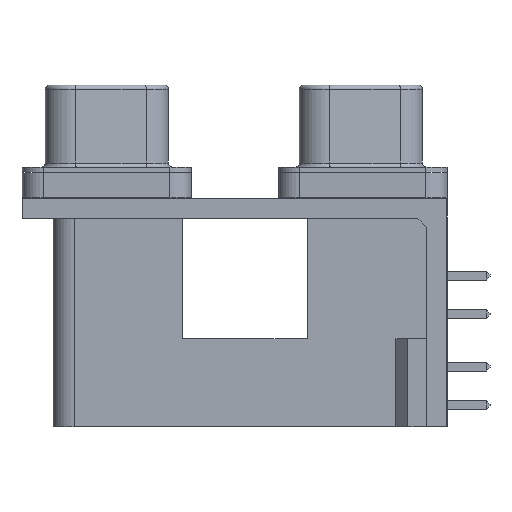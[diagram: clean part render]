
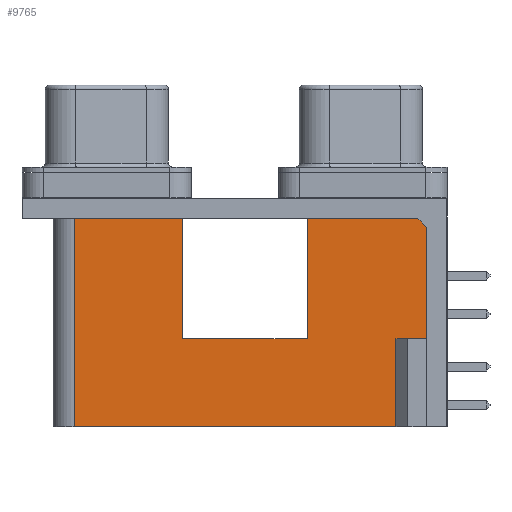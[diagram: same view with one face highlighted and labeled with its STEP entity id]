
A CAD part, left-side view. The second image highlights one B-rep face of the part: STEP entity #9765.
In plain terms, the highlighted planar face has unit normal (-1, 0, 0).
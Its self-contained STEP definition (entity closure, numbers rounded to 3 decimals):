
#537=PLANE('',#10522);
#829=LINE('',#13870,#1825);
#845=LINE('',#13911,#1841);
#961=LINE('',#14189,#1957);
#1631=LINE('',#18350,#2627);
#1634=LINE('',#18360,#2630);
#1688=LINE('',#18494,#2684);
#1705=LINE('',#18532,#2701);
#1708=LINE('',#18538,#2704);
#1717=LINE('',#18564,#2713);
#1739=LINE('',#18933,#2735);
#1825=VECTOR('',#10840,1000.);
#1841=VECTOR('',#10878,1000.);
#1957=VECTOR('',#11168,1000.);
#2627=VECTOR('',#12614,1000.);
#2630=VECTOR('',#12623,1000.);
#2684=VECTOR('',#12731,1000.);
#2701=VECTOR('',#12772,1000.);
#2704=VECTOR('',#12779,1000.);
#2713=VECTOR('',#12818,1000.);
#2735=VECTOR('',#12988,1000.);
#3374=FACE_OUTER_BOUND('',#4018,.T.);
#4018=EDGE_LOOP('',(#9148,#9149,#9150,#9151,#9152,#9153,#9154,#9155,#9156,
#9157));
#4435=VERTEX_POINT('',#13864);
#4437=VERTEX_POINT('',#13868);
#4451=VERTEX_POINT('',#13909);
#4526=VERTEX_POINT('',#14187);
#5046=VERTEX_POINT('',#18340);
#5049=VERTEX_POINT('',#18348);
#5053=VERTEX_POINT('',#18358);
#5104=VERTEX_POINT('',#18490);
#5106=VERTEX_POINT('',#18493);
#5116=VERTEX_POINT('',#18537);
#5333=EDGE_CURVE('',#4437,#4435,#829,.T.);
#5355=EDGE_CURVE('',#4451,#4437,#845,.T.);
#5488=EDGE_CURVE('',#4451,#4526,#961,.T.);
#6316=EDGE_CURVE('',#5049,#5046,#1631,.T.);
#6321=EDGE_CURVE('',#5049,#5053,#1634,.T.);
#6386=EDGE_CURVE('',#5104,#5106,#1688,.T.);
#6409=EDGE_CURVE('',#5053,#4435,#1705,.T.);
#6412=EDGE_CURVE('',#5104,#5116,#1708,.T.);
#6425=EDGE_CURVE('',#5046,#5116,#1717,.T.);
#6492=EDGE_CURVE('',#4526,#5106,#1739,.T.);
#9148=ORIENTED_EDGE('',*,*,#6492,.T.);
#9149=ORIENTED_EDGE('',*,*,#6386,.F.);
#9150=ORIENTED_EDGE('',*,*,#6412,.T.);
#9151=ORIENTED_EDGE('',*,*,#6425,.F.);
#9152=ORIENTED_EDGE('',*,*,#6316,.F.);
#9153=ORIENTED_EDGE('',*,*,#6321,.T.);
#9154=ORIENTED_EDGE('',*,*,#6409,.T.);
#9155=ORIENTED_EDGE('',*,*,#5333,.F.);
#9156=ORIENTED_EDGE('',*,*,#5355,.F.);
#9157=ORIENTED_EDGE('',*,*,#5488,.T.);
#9765=ADVANCED_FACE('',(#3374),#537,.F.);
#10522=AXIS2_PLACEMENT_3D('',#18934,#12989,#12990);
#10840=DIRECTION('',(0.,0.,-1.));
#10878=DIRECTION('',(0.,-1.,0.));
#11168=DIRECTION('',(0.,0.,-1.));
#12614=DIRECTION('',(0.,-1.,0.));
#12623=DIRECTION('',(0.,0.,-1.));
#12731=DIRECTION('',(0.,0.,-1.));
#12772=DIRECTION('',(0.,1.,0.));
#12779=DIRECTION('',(0.,-1.,0.));
#12818=DIRECTION('',(0.,0.,-1.));
#12988=DIRECTION('',(0.,-1.,0.));
#12989=DIRECTION('center_axis',(1.,0.,0.));
#12990=DIRECTION('ref_axis',(0.,1.,0.));
#13864=CARTESIAN_POINT('',(6.591,3.635,-12.751));
#13868=CARTESIAN_POINT('',(6.591,3.635,-2.286));
#13870=CARTESIAN_POINT('',(6.591,3.635,-19.304));
#13909=CARTESIAN_POINT('',(6.591,11.674,-2.286));
#13911=CARTESIAN_POINT('',(6.591,13.262,-2.286));
#14187=CARTESIAN_POINT('',(6.591,11.674,-19.304));
#14189=CARTESIAN_POINT('',(6.591,11.674,9.91));
#18340=CARTESIAN_POINT('',(6.591,-16.027,-2.286));
#18348=CARTESIAN_POINT('',(6.591,-5.613,-2.286));
#18350=CARTESIAN_POINT('',(6.591,-16.027,-2.286));
#18358=CARTESIAN_POINT('',(6.591,-5.613,-12.751));
#18360=CARTESIAN_POINT('',(6.591,-5.613,17.991));
#18490=CARTESIAN_POINT('',(6.591,-12.217,-12.751));
#18493=CARTESIAN_POINT('',(6.591,-12.217,-19.304));
#18494=CARTESIAN_POINT('',(6.591,-12.217,-8.814));
#18532=CARTESIAN_POINT('',(6.591,-16.027,-12.751));
#18537=CARTESIAN_POINT('',(6.591,-16.027,-12.751));
#18538=CARTESIAN_POINT('',(6.591,-16.027,-12.751));
#18564=CARTESIAN_POINT('',(6.591,-16.027,17.991));
#18933=CARTESIAN_POINT('',(6.591,13.262,-19.304));
#18934=CARTESIAN_POINT('Origin',(6.591,10.262,9.91));
